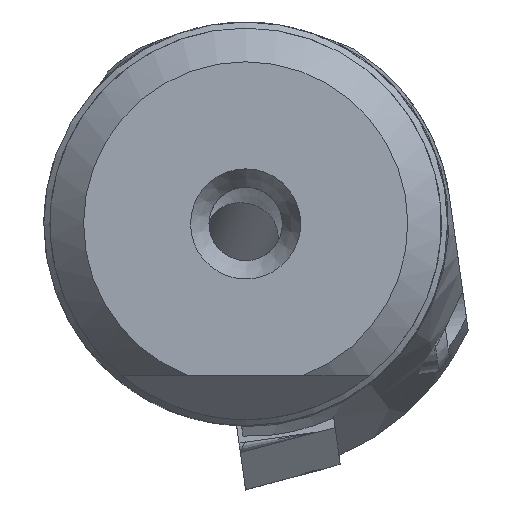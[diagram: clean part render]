
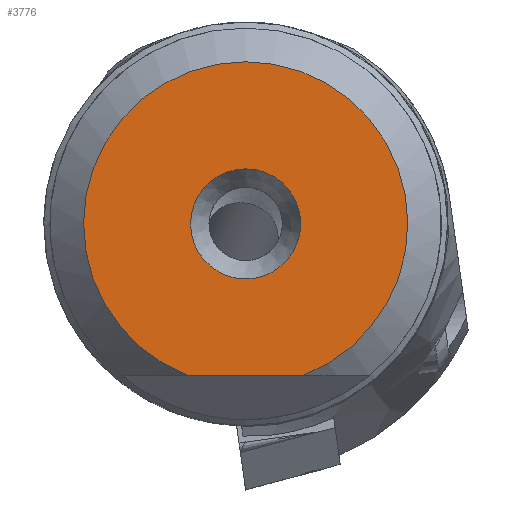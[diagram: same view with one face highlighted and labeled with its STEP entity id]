
A CAD part, left-side view. The second image highlights one B-rep face of the part: STEP entity #3776.
In plain terms, the highlighted planar face has unit normal (-1, 0, 0).
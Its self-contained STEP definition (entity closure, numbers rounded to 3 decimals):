
#132 = ORIENTED_EDGE ( 'NONE', *, *, #524, .F. ) ;
#240 = DIRECTION ( 'NONE',  ( 0., -1., 0. ) ) ;
#404 = CARTESIAN_POINT ( 'NONE',  ( 0., 0., 0. ) ) ;
#454 = DIRECTION ( 'NONE',  ( 0., 0., 1. ) ) ;
#486 = AXIS2_PLACEMENT_3D ( 'NONE', #3807, #1294, #3488 ) ;
#524 = EDGE_CURVE ( 'NONE', #2991, #2991, #577, .T. ) ;
#577 = CIRCLE ( 'NONE', #486, 2.25 ) ;
#598 = AXIS2_PLACEMENT_3D ( 'NONE', #404, #2367, #454 ) ;
#611 = CARTESIAN_POINT ( 'NONE',  ( 0., 2.335, -6.2 ) ) ;
#650 = FACE_BOUND ( 'NONE', #2449, .T. ) ;
#1029 = CARTESIAN_POINT ( 'NONE',  ( 0., 0., 2.25 ) ) ;
#1231 = VERTEX_POINT ( 'NONE', #2080 ) ;
#1294 = DIRECTION ( 'NONE',  ( -1., 0., 0. ) ) ;
#1417 = VECTOR ( 'NONE', #240, 1000. ) ;
#1468 = DIRECTION ( 'NONE',  ( 0., 0., -1. ) ) ;
#2061 = ORIENTED_EDGE ( 'NONE', *, *, #2874, .T. ) ;
#2080 = CARTESIAN_POINT ( 'NONE',  ( 0., -2.335, -6.2 ) ) ;
#2157 = LINE ( 'NONE', #3981, #1417 ) ;
#2190 = EDGE_CURVE ( 'NONE', #1231, #3425, #2321, .T. ) ;
#2321 = CIRCLE ( 'NONE', #598, 6.625 ) ;
#2367 = DIRECTION ( 'NONE',  ( -1., 0., 0. ) ) ;
#2449 = EDGE_LOOP ( 'NONE', ( #132 ) ) ;
#2570 = EDGE_LOOP ( 'NONE', ( #3636, #2061 ) ) ;
#2758 = DIRECTION ( 'NONE',  ( 1., 0., 0. ) ) ;
#2874 = EDGE_CURVE ( 'NONE', #3425, #1231, #2157, .T. ) ;
#2991 = VERTEX_POINT ( 'NONE', #1029 ) ;
#3425 = VERTEX_POINT ( 'NONE', #611 ) ;
#3488 = DIRECTION ( 'NONE',  ( 0., 0., 1. ) ) ;
#3636 = ORIENTED_EDGE ( 'NONE', *, *, #2190, .T. ) ;
#3646 = PLANE ( 'NONE',  #3926 ) ;
#3749 = FACE_OUTER_BOUND ( 'NONE', #2570, .T. ) ;
#3776 = ADVANCED_FACE ( 'NONE', ( #650, #3749 ), #3646, .F. ) ;
#3807 = CARTESIAN_POINT ( 'NONE',  ( 0., 0., 0. ) ) ;
#3926 = AXIS2_PLACEMENT_3D ( 'NONE', #3946, #2758, #1468 ) ;
#3946 = CARTESIAN_POINT ( 'NONE',  ( 0., 2.25, 0. ) ) ;
#3981 = CARTESIAN_POINT ( 'NONE',  ( 0., 2.25, -6.2 ) ) ;
